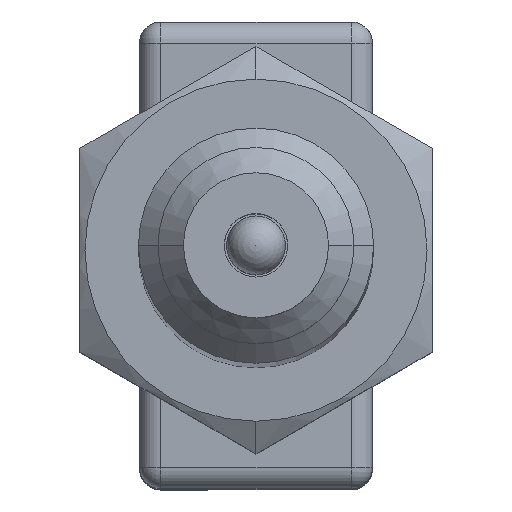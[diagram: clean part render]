
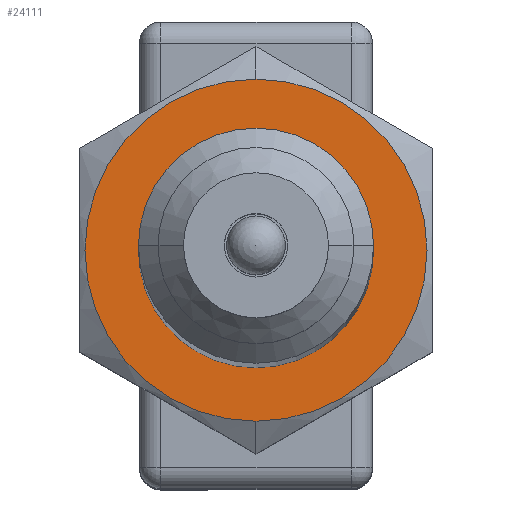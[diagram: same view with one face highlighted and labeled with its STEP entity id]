
A CAD part, top view. The second image highlights one B-rep face of the part: STEP entity #24111.
In plain terms, the highlighted planar face has unit normal (0, 0, 1).
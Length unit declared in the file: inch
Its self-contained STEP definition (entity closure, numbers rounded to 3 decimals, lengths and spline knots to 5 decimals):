
#609 = FACE_OUTER_BOUND ( 'NONE', #11903, .T. ) ;
#645 = CARTESIAN_POINT ( 'NONE',  ( 0., 0., 0.375 ) ) ;
#1465 = AXIS2_PLACEMENT_3D ( 'NONE', #12075, #14423, #9851 ) ;
#3234 = VERTEX_POINT ( 'NONE', #25809 ) ;
#4689 = DIRECTION ( 'NONE',  ( -1., 0., 0. ) ) ;
#6522 = CIRCLE ( 'NONE', #9503, 0.36373 ) ;
#6680 = EDGE_LOOP ( 'NONE', ( #26407, #24604 ) ) ;
#7837 = EDGE_CURVE ( 'NONE', #8723, #22381, #26114, .T. ) ;
#8485 = DIRECTION ( 'NONE',  ( -1., 0., 0. ) ) ;
#8532 = CARTESIAN_POINT ( 'NONE',  ( 0., 0., 0.375 ) ) ;
#8723 = VERTEX_POINT ( 'NONE', #14969 ) ;
#9503 = AXIS2_PLACEMENT_3D ( 'NONE', #24085, #26336, #15047 ) ;
#9851 = DIRECTION ( 'NONE',  ( 1., 0., 0. ) ) ;
#11903 = EDGE_LOOP ( 'NONE', ( #16356, #12781 ) ) ;
#12075 = CARTESIAN_POINT ( 'NONE',  ( 0., 0., 0.375 ) ) ;
#12781 = ORIENTED_EDGE ( 'NONE', *, *, #20563, .T. ) ;
#14423 = DIRECTION ( 'NONE',  ( 0., 0., 1. ) ) ;
#14879 = EDGE_CURVE ( 'NONE', #3234, #15676, #6522, .T. ) ;
#14969 = CARTESIAN_POINT ( 'NONE',  ( 0.25, 0., 0.375 ) ) ;
#15047 = DIRECTION ( 'NONE',  ( 0., 1., 0. ) ) ;
#15331 = DIRECTION ( 'NONE',  ( 0., 0., 1. ) ) ;
#15676 = VERTEX_POINT ( 'NONE', #21323 ) ;
#16356 = ORIENTED_EDGE ( 'NONE', *, *, #14879, .T. ) ;
#17221 = CARTESIAN_POINT ( 'NONE',  ( 0., 0., 0.375 ) ) ;
#17704 = AXIS2_PLACEMENT_3D ( 'NONE', #8532, #15331, #23981 ) ;
#18993 = CIRCLE ( 'NONE', #22388, 0.25 ) ;
#18997 = CARTESIAN_POINT ( 'NONE',  ( -0.25, 0., 0.375 ) ) ;
#20563 = EDGE_CURVE ( 'NONE', #15676, #3234, #27072, .T. ) ;
#20577 = DIRECTION ( 'NONE',  ( 0., 0., 1. ) ) ;
#21323 = CARTESIAN_POINT ( 'NONE',  ( 0., -0.36373, 0.375 ) ) ;
#21758 = FACE_BOUND ( 'NONE', #6680, .T. ) ;
#22381 = VERTEX_POINT ( 'NONE', #18997 ) ;
#22388 = AXIS2_PLACEMENT_3D ( 'NONE', #645, #20577, #4689 ) ;
#23106 = EDGE_CURVE ( 'NONE', #22381, #8723, #18993, .T. ) ;
#23981 = DIRECTION ( 'NONE',  ( 0., 1., 0. ) ) ;
#24085 = CARTESIAN_POINT ( 'NONE',  ( 0., 0., 0.375 ) ) ;
#24111 = ADVANCED_FACE ( 'NONE', ( #609, #21758 ), #27742, .T. ) ;
#24604 = ORIENTED_EDGE ( 'NONE', *, *, #7837, .F. ) ;
#25809 = CARTESIAN_POINT ( 'NONE',  ( 0., 0.36373, 0.375 ) ) ;
#26114 = CIRCLE ( 'NONE', #28655, 0.25 ) ;
#26336 = DIRECTION ( 'NONE',  ( 0., 0., 1. ) ) ;
#26407 = ORIENTED_EDGE ( 'NONE', *, *, #23106, .F. ) ;
#27072 = CIRCLE ( 'NONE', #17704, 0.36373 ) ;
#27742 = PLANE ( 'NONE',  #1465 ) ;
#28417 = DIRECTION ( 'NONE',  ( 0., 0., 1. ) ) ;
#28655 = AXIS2_PLACEMENT_3D ( 'NONE', #17221, #28417, #8485 ) ;
